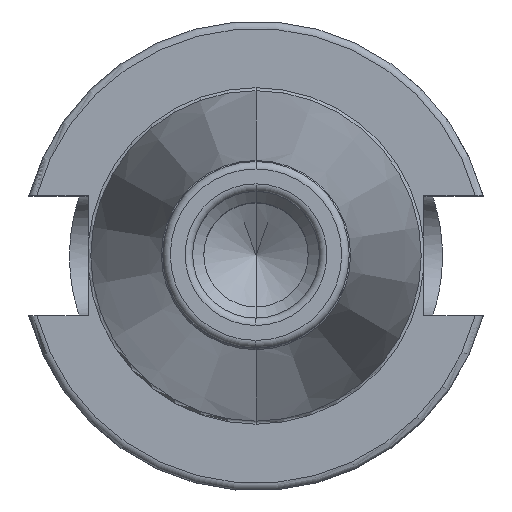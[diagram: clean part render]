
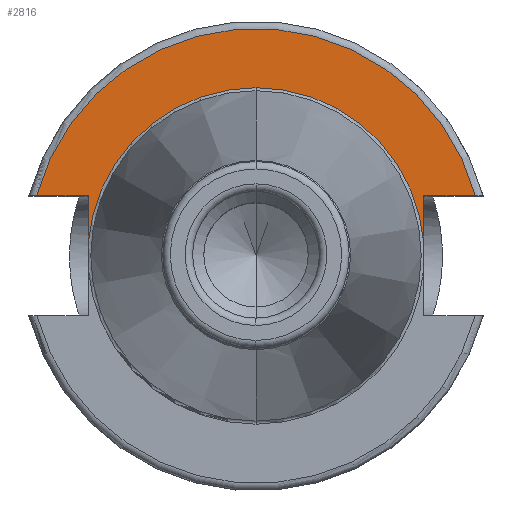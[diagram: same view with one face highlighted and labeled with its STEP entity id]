
A CAD part, top view. The second image highlights one B-rep face of the part: STEP entity #2816.
In plain terms, the highlighted planar face has unit normal (0, 0, 1).
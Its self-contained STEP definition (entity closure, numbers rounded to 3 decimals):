
#498=CARTESIAN_POINT('',(0,0,10));
#499=DIRECTION('',(0,0,1));
#500=DIRECTION('',(0,1,0));
#501=AXIS2_PLACEMENT_3D('',#498,#499,#500);
#933=DIRECTION('',(0,1,0));
#934=VECTOR('',#933,6.317);
#935=CARTESIAN_POINT('',(-22.5,1.733,10));
#936=LINE('',#935,#934);
#937=DIRECTION('',(1,0,0));
#938=VECTOR('',#937,6.918);
#939=CARTESIAN_POINT('',(-29.418,8.05,10));
#940=LINE('',#939,#938);
#941=DIRECTION('',(-1,0,0));
#942=VECTOR('',#941,6.918);
#943=CARTESIAN_POINT('',(29.418,8.05,10));
#944=LINE('',#943,#942);
#945=DIRECTION('',(0,-1,0));
#946=VECTOR('',#945,6.317);
#947=CARTESIAN_POINT('',(22.5,8.05,10));
#948=LINE('',#947,#946);
#963=CARTESIAN_POINT('',(0,0,10));
#964=DIRECTION('',(0,0,-1));
#965=DIRECTION('',(0,1,0));
#966=AXIS2_PLACEMENT_3D('',#963,#964,#965);
#1002=CARTESIAN_POINT('',(0,0,10));
#1003=DIRECTION('',(0,0,1));
#1004=DIRECTION('',(0.965,0.264,0));
#1005=AXIS2_PLACEMENT_3D('',#1002,#1003,#1004);
#1391=CARTESIAN_POINT('',(0,22.567,10));
#1393=VERTEX_POINT('',#1391);
#1507=CARTESIAN_POINT('',(-22.5,1.733,10));
#1508=CARTESIAN_POINT('',(-22.5,8.05,10));
#1509=VERTEX_POINT('',#1507);
#1510=VERTEX_POINT('',#1508);
#1511=CARTESIAN_POINT('',(-29.418,8.05,10));
#1512=VERTEX_POINT('',#1511);
#1513=CARTESIAN_POINT('',(22.5,8.05,10));
#1514=CARTESIAN_POINT('',(22.5,1.733,10));
#1515=VERTEX_POINT('',#1513);
#1516=VERTEX_POINT('',#1514);
#1523=CARTESIAN_POINT('',(29.418,8.05,10));
#1524=VERTEX_POINT('',#1523);
#2800=CARTESIAN_POINT('',(0,0,10));
#2801=DIRECTION('',(0,0,-1));
#2802=DIRECTION('',(0,-1,0));
#2803=AXIS2_PLACEMENT_3D('',#2800,#2801,#2802);
#2804=PLANE('',#2803);
#2805=ORIENTED_EDGE('',*,*,#2405,.T.);
#2806=ORIENTED_EDGE('',*,*,#2637,.F.);
#2808=ORIENTED_EDGE('',*,*,#2807,.F.);
#2809=ORIENTED_EDGE('',*,*,#2760,.T.);
#2810=ORIENTED_EDGE('',*,*,#2744,.T.);
#2812=ORIENTED_EDGE('',*,*,#2811,.F.);
#2813=ORIENTED_EDGE('',*,*,#2382,.T.);
#2814=EDGE_LOOP('',(#2805,#2806,#2808,#2809,#2810,#2812,#2813));
#2815=FACE_OUTER_BOUND('',#2814,.F.);
#2816=ADVANCED_FACE('',(#2815),#2804,.F.);
#502=CIRCLE('',#501,22.567);
#967=CIRCLE('',#966,22.567);
#1006=CIRCLE('',#1005,30.5);
#2382=EDGE_CURVE('',#1393,#1509,#502,.T.);
#2405=EDGE_CURVE('',#1509,#1510,#936,.T.);
#2637=EDGE_CURVE('',#1512,#1510,#940,.T.);
#2744=EDGE_CURVE('',#1515,#1516,#948,.T.);
#2760=EDGE_CURVE('',#1524,#1515,#944,.T.);
#2807=EDGE_CURVE('',#1524,#1512,#1006,.T.);
#2811=EDGE_CURVE('',#1393,#1516,#967,.T.);
